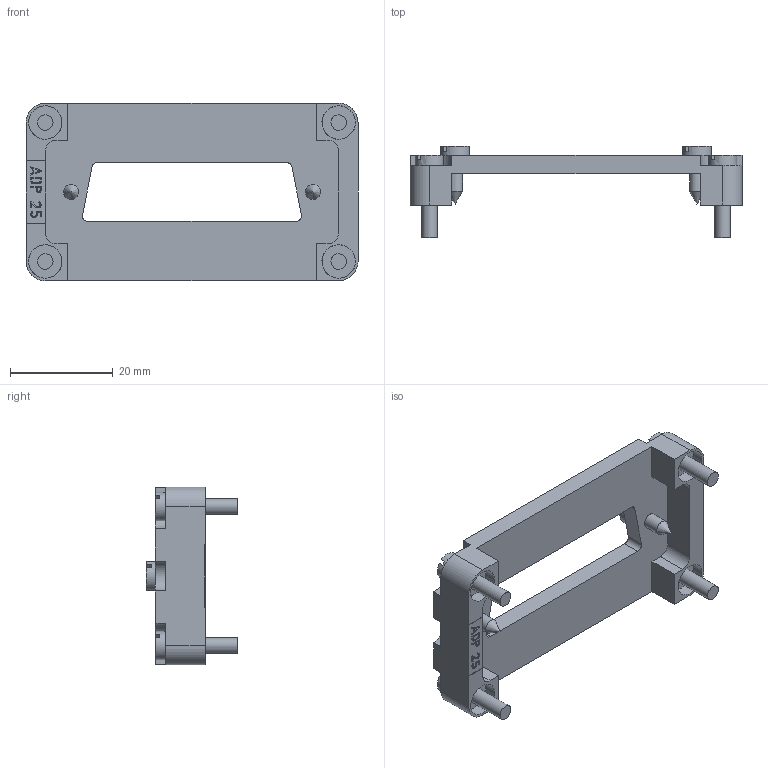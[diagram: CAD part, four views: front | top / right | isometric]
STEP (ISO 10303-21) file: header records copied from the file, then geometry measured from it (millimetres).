
FILE_DESCRIPTION(( 'HARTING HARTING HARTING HARTING HARTING HARTING HARTING HARTING HARTING', 'This Document is valid for Parts No. 09 30 000 9967'),'2;1');
FILE_NAME('MD_09300009967_A_RA.stp', '2011-09-19T14:57:08',('ITIS-4b'),('HARTING KGaA, D-32339 Espelkamp'), 'I-DEAS Master Series 10','HP-UNIX','Yes');
FILE_SCHEMA(('AUTOMOTIVE_DESIGN { 1 0 10303 214 1 1 1 1 }'));
Length unit declared in the file: millimetre
Products named in the file (1): MD 09 30 000 9967_A
Bounding box: 64.5 x 17.75 x 34.5 mm (x, y, z)
Volume: 8294.1 mm3; surface area: 6539.3 mm2
Topology: 1 solids, 1 shells, 307 faces, 796 edges, 530 vertices
Faces by surface type: bspline 307
Entity records: 9621 total; most frequent: CARTESIAN_POINT 4360, ORIENTED_EDGE 1588, EDGE_CURVE 794, VERTEX_POINT 530, QUASI_UNIFORM_CURVE 463, OVER_RIDING_STYLED_ITEM 371, EDGE_LOOP 350, FACE_OUTER_BOUND 307
